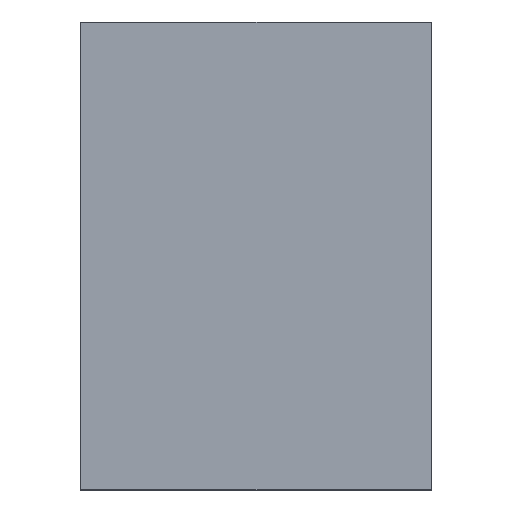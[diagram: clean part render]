
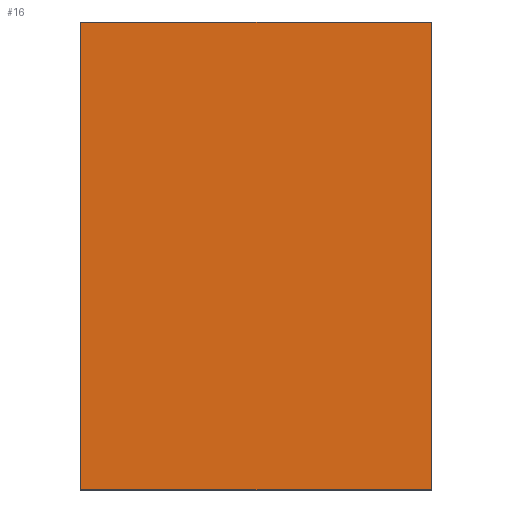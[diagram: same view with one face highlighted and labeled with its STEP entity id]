
A CAD part, left-side view. The second image highlights one B-rep face of the part: STEP entity #16.
In plain terms, the highlighted planar face has unit normal (-1, 0, 0).
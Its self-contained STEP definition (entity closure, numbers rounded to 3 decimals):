
#6 = DIRECTION ( 'NONE',  ( 0., -1., 0. ) ) ;
#16 = ADVANCED_FACE ( 'NONE', ( #222 ), #205, .F. ) ;
#17 = EDGE_LOOP ( 'NONE', ( #18, #166, #163, #31 ) ) ;
#18 = ORIENTED_EDGE ( 'NONE', *, *, #19, .T. ) ;
#19 = EDGE_CURVE ( 'NONE', #133, #165, #200, .T. ) ;
#29 = EDGE_CURVE ( 'NONE', #30, #122, #177, .T. ) ;
#30 = VERTEX_POINT ( 'NONE', #173 ) ;
#31 = ORIENTED_EDGE ( 'NONE', *, *, #32, .T. ) ;
#32 = EDGE_CURVE ( 'NONE', #30, #133, #172, .T. ) ;
#111 = EDGE_CURVE ( 'NONE', #122, #165, #441, .T. ) ;
#122 = VERTEX_POINT ( 'NONE', #493 ) ;
#133 = VERTEX_POINT ( 'NONE', #614 ) ;
#163 = ORIENTED_EDGE ( 'NONE', *, *, #29, .F. ) ;
#165 = VERTEX_POINT ( 'NONE', #518 ) ;
#166 = ORIENTED_EDGE ( 'NONE', *, *, #111, .F. ) ;
#170 = VECTOR ( 'NONE', #6, 1000. ) ;
#171 = CARTESIAN_POINT ( 'NONE',  ( -1., 0.9, -0.6 ) ) ;
#172 = LINE ( 'NONE', #171, #170 ) ;
#173 = CARTESIAN_POINT ( 'NONE',  ( -1., 0.9, -0.6 ) ) ;
#174 = DIRECTION ( 'NONE',  ( 0., 0., 1. ) ) ;
#175 = VECTOR ( 'NONE', #174, 1000. ) ;
#176 = CARTESIAN_POINT ( 'NONE',  ( -1., 0.9, 0.6 ) ) ;
#177 = LINE ( 'NONE', #176, #175 ) ;
#197 = DIRECTION ( 'NONE',  ( 0., 0., 1. ) ) ;
#198 = VECTOR ( 'NONE', #197, 1000. ) ;
#199 = CARTESIAN_POINT ( 'NONE',  ( -1., 0., 0.6 ) ) ;
#200 = LINE ( 'NONE', #199, #198 ) ;
#201 = DIRECTION ( 'NONE',  ( 0., 0., -1. ) ) ;
#202 = DIRECTION ( 'NONE',  ( 1., 0., 0. ) ) ;
#203 = CARTESIAN_POINT ( 'NONE',  ( -1., 0.9, 0.6 ) ) ;
#204 = AXIS2_PLACEMENT_3D ( 'NONE', #203, #202, #201 ) ;
#205 = PLANE ( 'NONE',  #204 ) ;
#222 = FACE_OUTER_BOUND ( 'NONE', #17, .T. ) ;
#438 = DIRECTION ( 'NONE',  ( 0., -1., 0. ) ) ;
#439 = VECTOR ( 'NONE', #438, 1000. ) ;
#440 = CARTESIAN_POINT ( 'NONE',  ( -1., 0.9, 0.6 ) ) ;
#441 = LINE ( 'NONE', #440, #439 ) ;
#493 = CARTESIAN_POINT ( 'NONE',  ( -1., 0.9, 0.6 ) ) ;
#518 = CARTESIAN_POINT ( 'NONE',  ( -1., 0., 0.6 ) ) ;
#614 = CARTESIAN_POINT ( 'NONE',  ( -1., 0., -0.6 ) ) ;
